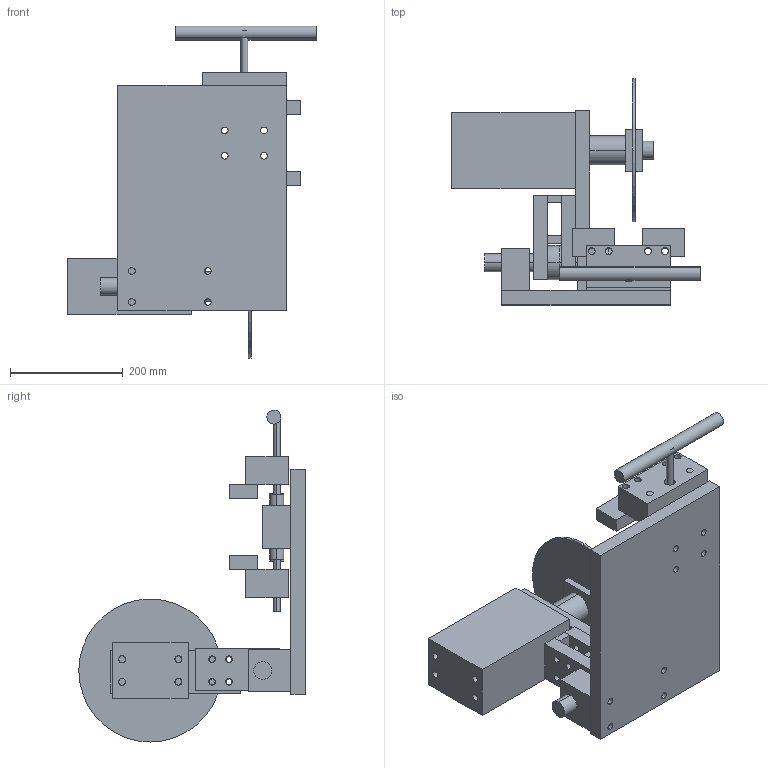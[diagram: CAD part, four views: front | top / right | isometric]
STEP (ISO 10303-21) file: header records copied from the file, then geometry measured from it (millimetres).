
FILE_DESCRIPTION (( 'STEP AP203' ), '1' );
FILE_NAME ('FullAssembly.STEP', '2012-05-22T02:08:16', ( '' ), ( '' ), 'SwSTEP 2.0', 'SolidWorks 2010', '' );
FILE_SCHEMA (( 'CONFIG_CONTROL_DESIGN' ));
Length unit declared in the file: millimetre
Products named in the file (25): FullAssembly; PlatformAssembly; Baseplate; FixedBlock; ThreadedRod; Shaft; MovingBlock; Handle; ThrustWasher; ShaftCollar; ClampJaw; ShaftBlock; SupportShaft; SupportBar; BridgeBar; SupportShaftCollar; SupportThrustWasher; DriveAssembly; HydraulicMotor; InterfacePlate; ShaftCoupling; Spindle; InsidePlate; OutsidePlate; Blade
Assembly tree (41 placements, depth 3):
  FullAssembly
    DriveAssembly
      InterfacePlate
      HydraulicMotor
      Blade
      OutsidePlate
      InsidePlate
      Spindle
      ShaftCoupling
    PlatformAssembly
      ShaftCollar  x6
      SupportBar  x2
      Handle
      SupportThrustWasher  x3
      Shaft  x2
      SupportShaft
      SupportShaftCollar  x2
      ThreadedRod
      ShaftBlock  x2
      Baseplate
      FixedBlock
      ClampJaw  x4
      MovingBlock  x2
      BridgeBar  x2
      ThrustWasher  x2
Bounding box: 441.85 x 402.4 x 590 mm (x, y, z)
Volume: 10274718.7 mm3; surface area: 1205388.1 mm2
Topology: 39 solids, 39 shells, 379 faces, 900 edges, 600 vertices
Faces by surface type: cylinder 228, plane 151
Entity records: 10551 total; most frequent: CARTESIAN_POINT 1613, DIRECTION 1330, ORIENTED_EDGE 1080, EDGE_CURVE 540, AXIS2_PLACEMENT_3D 531, VERTEX_POINT 360, EDGE_LOOP 338, LINE 268
